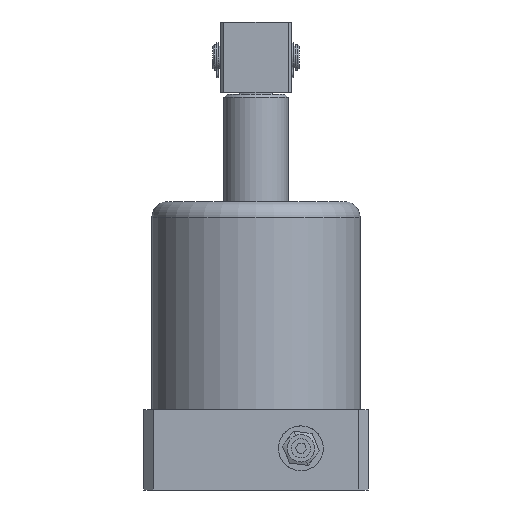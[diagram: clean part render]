
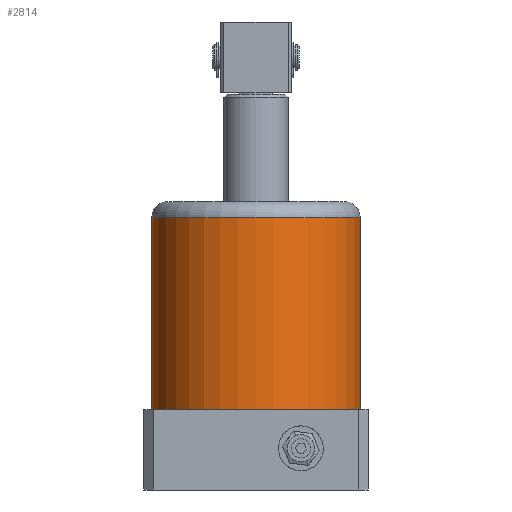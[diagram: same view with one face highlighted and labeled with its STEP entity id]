
A CAD part, front view. The second image highlights one B-rep face of the part: STEP entity #2814.
In plain terms, the highlighted cylindrical face has radius 32.5 mm (diameter 65 mm), a partial arc.
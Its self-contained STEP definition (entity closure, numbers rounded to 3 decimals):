
#1415 = EDGE_CURVE ( 'NONE', #3739, #3674, #6877, .T. ) ;
#1483 = EDGE_CURVE ( 'NONE', #3672, #3244, #3843, .T. ) ;
#1504 = EDGE_CURVE ( 'NONE', #3739, #3244, #3886, .T. ) ;
#1600 = EDGE_CURVE ( 'NONE', #3674, #3672, #6833, .T. ) ;
#1703 = AXIS2_PLACEMENT_3D ( 'NONE', #7027, #7083, #7012 ) ;
#1725 = AXIS2_PLACEMENT_3D ( 'NONE', #4802, #4785, #4759 ) ;
#1927 = AXIS2_PLACEMENT_3D ( 'NONE', #5835, #5837, #5825 ) ;
#2263 = ORIENTED_EDGE ( 'NONE', *, *, #1600, .T. ) ;
#2366 = ORIENTED_EDGE ( 'NONE', *, *, #1483, .T. ) ;
#2535 = ORIENTED_EDGE ( 'NONE', *, *, #1415, .T. ) ;
#2537 = ORIENTED_EDGE ( 'NONE', *, *, #1504, .F. ) ;
#2814 = ADVANCED_FACE ( 'NONE', ( #5621 ), #5620, .T. ) ;
#3244 = VERTEX_POINT ( 'NONE', #5788 ) ;
#3672 = VERTEX_POINT ( 'NONE', #5329 ) ;
#3674 = VERTEX_POINT ( 'NONE', #5330 ) ;
#3739 = VERTEX_POINT ( 'NONE', #5218 ) ;
#3843 = CIRCLE ( 'NONE', #1725, 32.5 ) ;
#3884 = VECTOR ( 'NONE', #4942, 1000. ) ;
#3886 = LINE ( 'NONE', #4762, #3884 ) ;
#4349 = CARTESIAN_POINT ( 'NONE',  ( -32.5, 0., 90. ) ) ;
#4569 = DIRECTION ( 'NONE',  ( 0., 0., -1. ) ) ;
#4759 = DIRECTION ( 'NONE',  ( 1., 0., 0. ) ) ;
#4762 = CARTESIAN_POINT ( 'NONE',  ( 32.5, 0., 90. ) ) ;
#4785 = DIRECTION ( 'NONE',  ( 0., 0., 1. ) ) ;
#4802 = CARTESIAN_POINT ( 'NONE',  ( 0., 0., 25. ) ) ;
#4942 = DIRECTION ( 'NONE',  ( 0., 0., -1. ) ) ;
#5218 = CARTESIAN_POINT ( 'NONE',  ( 32.5, 0., 85. ) ) ;
#5329 = CARTESIAN_POINT ( 'NONE',  ( -32.5, 0., 25. ) ) ;
#5330 = CARTESIAN_POINT ( 'NONE',  ( -32.5, 0., 85. ) ) ;
#5620 = CYLINDRICAL_SURFACE ( 'NONE', #1927, 32.5 ) ;
#5621 = FACE_OUTER_BOUND ( 'NONE', #6293, .T. ) ;
#5788 = CARTESIAN_POINT ( 'NONE',  ( 32.5, 0., 25. ) ) ;
#5825 = DIRECTION ( 'NONE',  ( -1., 0., 0. ) ) ;
#5835 = CARTESIAN_POINT ( 'NONE',  ( 0., 0., 90. ) ) ;
#5837 = DIRECTION ( 'NONE',  ( 0., 0., -1. ) ) ;
#6293 = EDGE_LOOP ( 'NONE', ( #2537, #2535, #2263, #2366 ) ) ;
#6831 = VECTOR ( 'NONE', #4569, 1000. ) ;
#6833 = LINE ( 'NONE', #4349, #6831 ) ;
#6877 = CIRCLE ( 'NONE', #1703, 32.5 ) ;
#7012 = DIRECTION ( 'NONE',  ( 1., 0., 0. ) ) ;
#7027 = CARTESIAN_POINT ( 'NONE',  ( 0., 0., 85. ) ) ;
#7083 = DIRECTION ( 'NONE',  ( 0., 0., -1. ) ) ;
